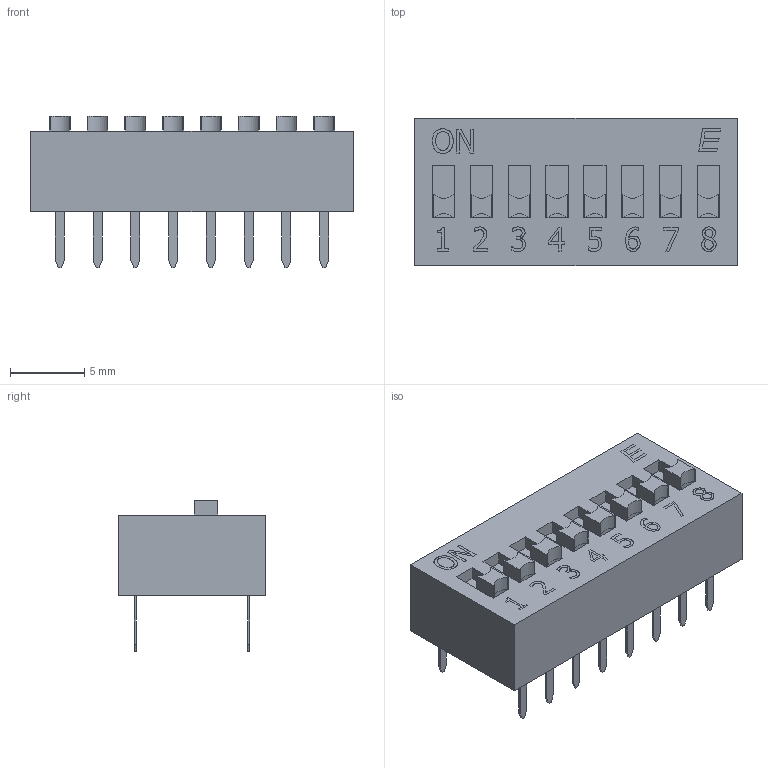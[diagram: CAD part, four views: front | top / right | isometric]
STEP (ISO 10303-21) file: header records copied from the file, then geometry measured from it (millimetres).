
FILE_DESCRIPTION((''),'2;1');
FILE_NAME('KAS1108E.stp','2011-05-16T11:43:51',('blarson'),(''),'Autodesk Inventor 11','Autodesk Inventor 11','');
FILE_SCHEMA(('AUTOMOTIVE_DESIGN { 1 0 10303 214 1 1 1 1 }'));
Length unit declared in the file: millimetre
Products named in the file (4): Assembly4; KAS 8; KAS ACTUATOR E; KAS TERM 1
Assembly tree (25 placements, depth 2):
  Assembly4
    KAS 8
    KAS ACTUATOR E  x8
    KAS TERM 1  x16
Bounding box: 21.68 x 9.9 x 10.2 mm (x, y, z)
Volume: 1073.1 mm3; surface area: 1156.1 mm2
Topology: 25 solids, 25 shells, 660 faces, 1683 edges, 1122 vertices
Faces by surface type: plane 537, bspline 91, cylinder 32
Entity records: 13541 total; most frequent: CARTESIAN_POINT 3801, ORIENTED_EDGE 2130, DIRECTION 1615, EDGE_CURVE 1065, VECTOR 847, LINE 847, VERTEX_POINT 710, EDGE_LOOP 459
